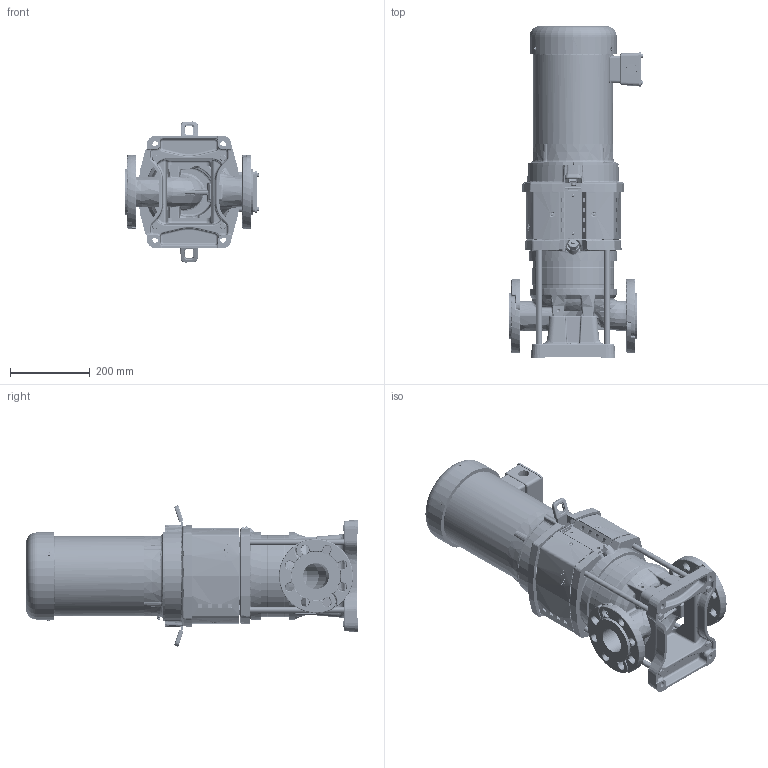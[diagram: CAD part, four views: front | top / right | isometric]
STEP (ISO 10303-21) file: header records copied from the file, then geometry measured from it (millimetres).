
FILE_DESCRIPTION(/* description */ (''),/* implementation_level */ '2;1');
FILE_NAME(/* name */ '2700874 - HELIX V190-01_1-1_A3_E_KS_N_5_3_Shrinkwrap_1.stp',/* time_stamp */ '2022-03-25T14:53:35-05:00',/* author */ ('faliszekte'),/* organization */ (''),/* preprocessor_version */ 'ST-DEVELOPER v18.1',/* originating_system */ 'Autodesk Inventor 2021',/* authorisation */ '');
FILE_SCHEMA (('AUTOMOTIVE_DESIGN { 1 0 10303 214 3 1 1 }'));
Length unit declared in the file: inch
Products named in the file (1): 2700874 - HELIX V190-01_1-1_A3_E_KS_N_5_3_Shrinkwrap_1
Bounding box: 334.21 x 831.19 x 353.24 mm (x, y, z)
Volume: 888.3 mm3; surface area: 1659359.5 mm2
Topology: 2 solids, 92 shells, 5196 faces, 15069 edges, 9852 vertices
Faces by surface type: cylinder 1708, plane 1420, bspline 1162, torus 434, cone 341, sphere 131
Full cylindrical faces by diameter (mm): 0.833 x4, 2 x6, 3 x4, 4 x2, 4.917 x5, 6 x2, 8 x4, 10.516 x7, 13 x2, 14 x14, 14.376 x168, 16 x168, 16.662 x1, 17.5 x1, 18 x4, 18.64 x1, 20.813 x1, 22.6 x1, 31 x1, 47.6 x1, 70 x1, 76 x2, 85.3 x3, 88.5 x1, 91.074 x1, 91.2 x1, 117 x2, 199 x1, 200 x1, 203 x2
Entity records: 349987 total; most frequent: CARTESIAN_POINT 218835, ORIENTED_EDGE 26794, DIRECTION 24555, EDGE_CURVE 14952, VERTEX_POINT 9849, AXIS2_PLACEMENT_3D 9547, EDGE_LOOP 5547, LINE 5461
